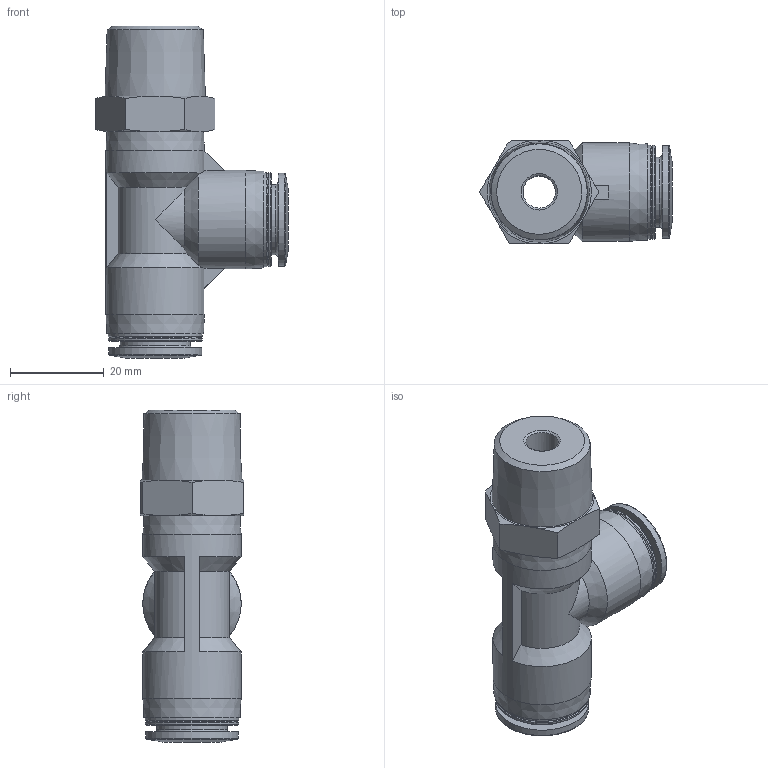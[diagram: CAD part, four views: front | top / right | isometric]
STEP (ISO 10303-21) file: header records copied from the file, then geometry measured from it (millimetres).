
FILE_DESCRIPTION(/* description */ ('STEP AP214'),/* implementation_level */ '2;1');
FILE_NAME(/* name */ '133070_NPQP-LQ-R12-Q12-FD',/* time_stamp */ '2024-09-13T07:32:11+02:00',/* author */ ('License CC BY-ND 4.0'),/* organization */ ('CADENAS'),/* preprocessor_version */ 'ST-DEVELOPER v19.3',/* originating_system */ 'PARTsolutions',/* authorisation */ ' ');
FILE_SCHEMA (('AUTOMOTIVE_DESIGN {1 0 10303 214 3 1 1}'));
Length unit declared in the file: millimetre
Products named in the file (1): 133070 NPQP-LQ-R12-Q12-FD
Bounding box: 41.1 x 22 x 70.8 mm (x, y, z)
Volume: 21865.7 mm3; surface area: 9930.6 mm2
Topology: 1 solids, 1 shells, 84 faces, 200 edges, 127 vertices
Faces by surface type: cone 32, plane 26, cylinder 18, torus 8
Full cylindrical faces by diameter (mm): 6.9 x2, 12 x2, 15 x2, 19.8 x2, 20 x4, 21 x2
Entity records: 2299 total; most frequent: CARTESIAN_POINT 494, DIRECTION 371, ORIENTED_EDGE 320, AXIS2_PLACEMENT_3D 168, EDGE_CURVE 160, EDGE_LOOP 133, FACE_BOUND 133, VERTEX_POINT 123
